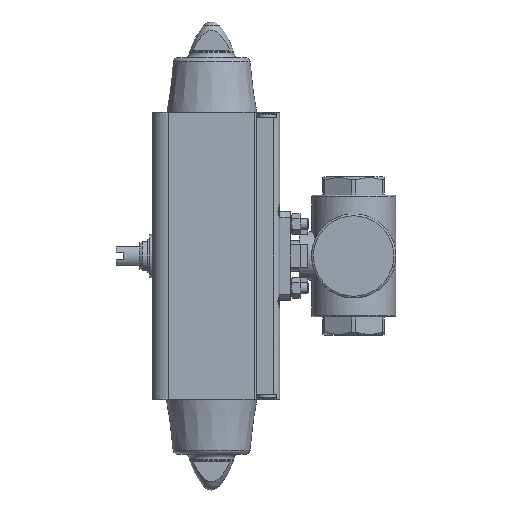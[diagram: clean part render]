
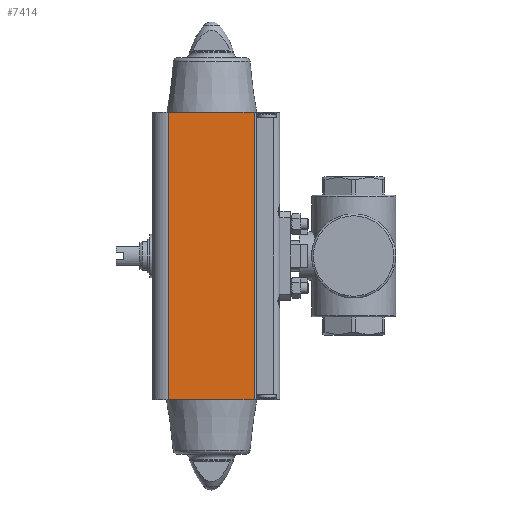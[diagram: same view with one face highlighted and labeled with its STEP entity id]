
A CAD part, left-side view. The second image highlights one B-rep face of the part: STEP entity #7414.
In plain terms, the highlighted planar face has unit normal (-1, 0, 0).
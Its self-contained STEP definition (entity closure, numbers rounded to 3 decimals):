
#246=PLANE('',#8147);
#680=LINE('',#12093,#1268);
#696=LINE('',#12147,#1284);
#698=LINE('',#12235,#1286);
#699=LINE('',#12236,#1287);
#1268=VECTOR('',#9585,1000.);
#1284=VECTOR('',#9633,1000.);
#1286=VECTOR('',#9659,1000.);
#1287=VECTOR('',#9660,1000.);
#3027=ORIENTED_EDGE('',*,*,#4559,.T.);
#3028=ORIENTED_EDGE('',*,*,#4602,.F.);
#3029=ORIENTED_EDGE('',*,*,#4587,.F.);
#3030=ORIENTED_EDGE('',*,*,#4603,.T.);
#4559=EDGE_CURVE('',#5431,#5430,#680,.T.);
#4587=EDGE_CURVE('',#5452,#5453,#696,.T.);
#4602=EDGE_CURVE('',#5453,#5430,#698,.T.);
#4603=EDGE_CURVE('',#5452,#5431,#699,.T.);
#5430=VERTEX_POINT('',#12092);
#5431=VERTEX_POINT('',#12094);
#5452=VERTEX_POINT('',#12146);
#5453=VERTEX_POINT('',#12148);
#6112=EDGE_LOOP('',(#3027,#3028,#3029,#3030));
#6747=FACE_BOUND('',#6112,.T.);
#7414=ADVANCED_FACE('',(#6747),#246,.F.);
#8147=AXIS2_PLACEMENT_3D('',#12234,#9657,#9658);
#9585=DIRECTION('',(0.,-1.,0.));
#9633=DIRECTION('',(0.,-1.,0.));
#9657=DIRECTION('',(1.,0.,0.));
#9658=DIRECTION('',(0.,0.,-1.));
#9659=DIRECTION('',(0.,0.,-1.));
#9660=DIRECTION('',(0.,0.,-1.));
#12092=CARTESIAN_POINT('',(-32.7,-23.516,-79.6));
#12093=CARTESIAN_POINT('',(-32.7,23.9,-79.6));
#12094=CARTESIAN_POINT('',(-32.7,23.9,-79.6));
#12146=CARTESIAN_POINT('',(-32.7,23.9,79.6));
#12147=CARTESIAN_POINT('',(-32.7,23.9,79.6));
#12148=CARTESIAN_POINT('',(-32.7,-23.516,79.6));
#12234=CARTESIAN_POINT('',(-32.7,23.9,79.6));
#12235=CARTESIAN_POINT('',(-32.7,-23.516,79.6));
#12236=CARTESIAN_POINT('',(-32.7,23.9,79.6));
